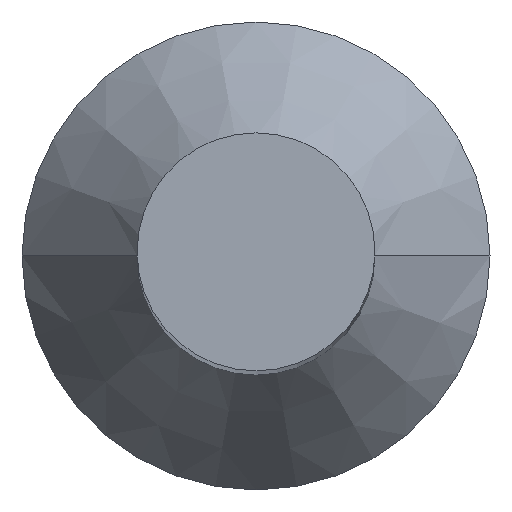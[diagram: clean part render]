
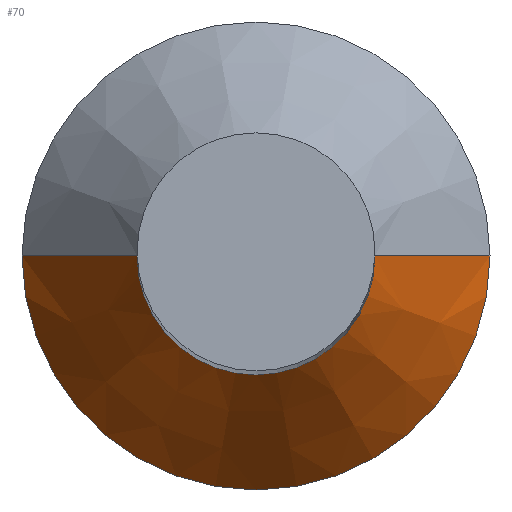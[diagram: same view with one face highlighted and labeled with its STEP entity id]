
A CAD part, top view. The second image highlights one B-rep face of the part: STEP entity #70.
In plain terms, the highlighted conical face has half-angle 34.624 degrees and reference radius 5.9 mm.
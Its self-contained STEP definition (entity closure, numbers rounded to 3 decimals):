
#6 = VERTEX_POINT ( 'NONE', #195 ) ;
#12 = CARTESIAN_POINT ( 'NONE',  ( 5.9, 0., 0. ) ) ;
#17 = DIRECTION ( 'NONE',  ( 0., 0., -1. ) ) ;
#40 = CARTESIAN_POINT ( 'NONE',  ( 0., 0., 4.2 ) ) ;
#44 = DIRECTION ( 'NONE',  ( 0.568, 0., -0.823 ) ) ;
#66 = DIRECTION ( 'NONE',  ( 1., 0., 0. ) ) ;
#70 = ADVANCED_FACE ( 'NONE', ( #112 ), #78, .T. ) ;
#78 = CONICAL_SURFACE ( 'NONE', #108, 5.9, 0.604 ) ;
#102 = CIRCLE ( 'NONE', #174, 3. ) ;
#103 = CARTESIAN_POINT ( 'NONE',  ( 0., 0., 0. ) ) ;
#108 = AXIS2_PLACEMENT_3D ( 'NONE', #235, #17, #351 ) ;
#112 = FACE_OUTER_BOUND ( 'NONE', #261, .T. ) ;
#118 = LINE ( 'NONE', #221, #279 ) ;
#137 = VERTEX_POINT ( 'NONE', #12 ) ;
#174 = AXIS2_PLACEMENT_3D ( 'NONE', #40, #230, #376 ) ;
#192 = VERTEX_POINT ( 'NONE', #329 ) ;
#195 = CARTESIAN_POINT ( 'NONE',  ( -3., 0., 4.2 ) ) ;
#197 = CARTESIAN_POINT ( 'NONE',  ( 5.9, 0., 0. ) ) ;
#203 = CARTESIAN_POINT ( 'NONE',  ( 3., 0., 4.2 ) ) ;
#208 = CIRCLE ( 'NONE', #296, 5.9 ) ;
#221 = CARTESIAN_POINT ( 'NONE',  ( -5.9, 0., 0. ) ) ;
#230 = DIRECTION ( 'NONE',  ( 0., 0., 1. ) ) ;
#235 = CARTESIAN_POINT ( 'NONE',  ( 0., 0., 0. ) ) ;
#244 = ORIENTED_EDGE ( 'NONE', *, *, #352, .T. ) ;
#259 = LINE ( 'NONE', #197, #347 ) ;
#261 = EDGE_LOOP ( 'NONE', ( #366, #333, #282, #244 ) ) ;
#279 = VECTOR ( 'NONE', #340, 1000. ) ;
#282 = ORIENTED_EDGE ( 'NONE', *, *, #334, .T. ) ;
#296 = AXIS2_PLACEMENT_3D ( 'NONE', #103, #322, #66 ) ;
#322 = DIRECTION ( 'NONE',  ( 0., 0., 1. ) ) ;
#329 = CARTESIAN_POINT ( 'NONE',  ( -5.9, 0., 0. ) ) ;
#333 = ORIENTED_EDGE ( 'NONE', *, *, #380, .F. ) ;
#334 = EDGE_CURVE ( 'NONE', #6, #192, #118, .T. ) ;
#340 = DIRECTION ( 'NONE',  ( -0.568, 0., -0.823 ) ) ;
#341 = VERTEX_POINT ( 'NONE', #203 ) ;
#347 = VECTOR ( 'NONE', #44, 1000. ) ;
#351 = DIRECTION ( 'NONE',  ( -1., 0., 0. ) ) ;
#352 = EDGE_CURVE ( 'NONE', #192, #137, #208, .T. ) ;
#356 = EDGE_CURVE ( 'NONE', #341, #137, #259, .T. ) ;
#366 = ORIENTED_EDGE ( 'NONE', *, *, #356, .F. ) ;
#376 = DIRECTION ( 'NONE',  ( 1., 0., 0. ) ) ;
#380 = EDGE_CURVE ( 'NONE', #6, #341, #102, .T. ) ;
